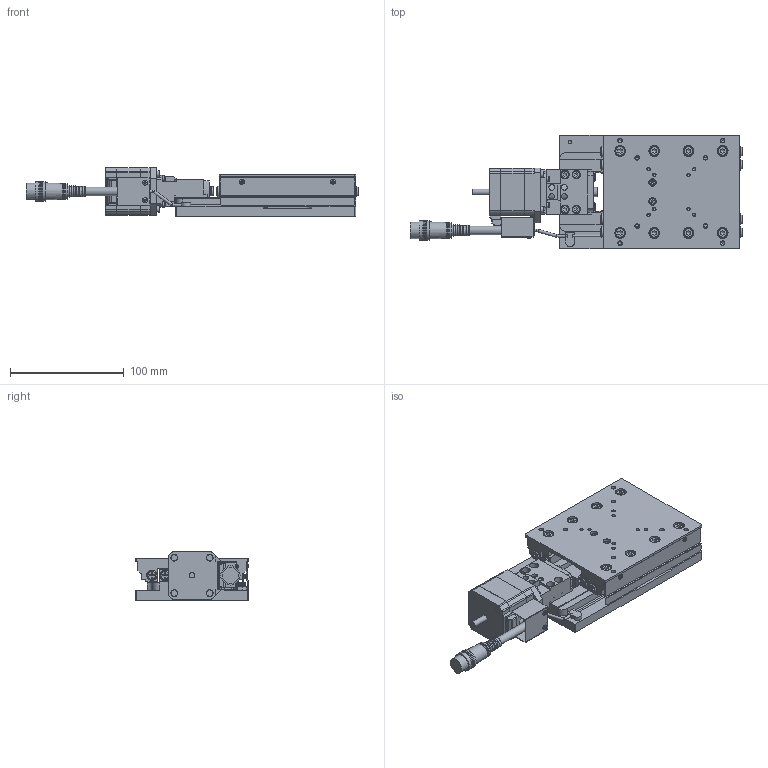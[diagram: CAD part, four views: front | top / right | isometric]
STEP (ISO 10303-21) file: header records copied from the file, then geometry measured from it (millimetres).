
FILE_DESCRIPTION( (''), '2;1');
FILE_NAME ('SXA1075-R01.stp','2023-05-11T13:34:01',(''),(''),'spGate 19.8.2 (****-****-****-****)','','');
FILE_SCHEMA (('AUTOMOTIVE_DESIGN'));
Length unit declared in the file: millimetre
Products named in the file (3): SXA1075-R01; table; base
Assembly tree (2 placements, depth 2):
  SXA1075-R01
    table
    base
Bounding box: 291.5 x 100 x 43 mm (x, y, z)
Volume: 505572.2 mm3; surface area: 135513.2 mm2
Topology: 2 solids, 9 shells, 1927 faces, 4974 edges, 3222 vertices
Faces by surface type: plane 1304, cylinder 391, bspline 220, sphere 12
Full cylindrical faces by diameter (mm): 0.88 x18, 1.4 x1, 1.6 x4, 2 x22, 2.5 x15, 3 x12, 3.3 x8, 3.5 x6, 3.8 x6, 4 x17, 4.3 x4, 4.5 x14, 5 x8, 5.5 x10, 6 x7, 6.5 x2, 7 x6, 7.4 x1, 7.5 x10, 8 x1, 8.5 x16, 9 x8, 9.5 x16, 14.2 x1, 16 x1, 17 x2, 19.5 x1, 22 x1, 23 x1, 23.5 x1
Entity records: 102226 total; most frequent: CARTESIAN_POINT 16073, ORIENTED_EDGE 9828, DIRECTION 9614, COLOUR_RGB 6843, PRESENTATION_STYLE_ASSIGNMENT 6843, STYLED_ITEM 6843, EDGE_CURVE 4914, DRAUGHTING_PRE_DEFINED_CURVE_FONT 4914
